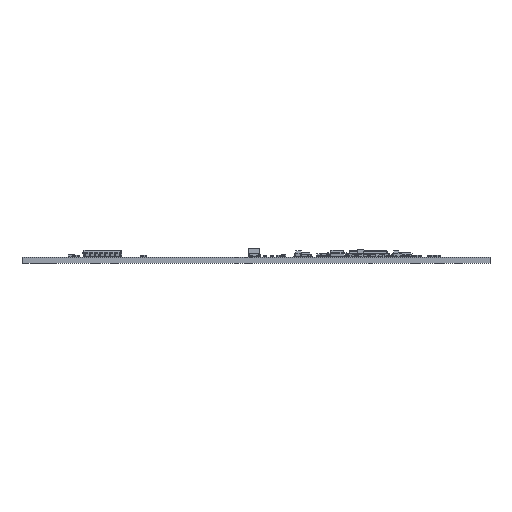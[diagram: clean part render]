
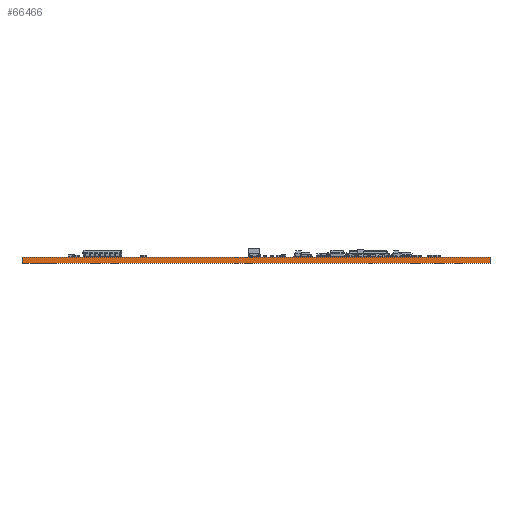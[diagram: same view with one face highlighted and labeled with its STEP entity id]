
A CAD part, front view. The second image highlights one B-rep face of the part: STEP entity #66466.
In plain terms, the highlighted planar face has unit normal (0, -1, 0).
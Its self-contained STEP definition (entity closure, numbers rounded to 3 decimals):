
#66466 = ADVANCED_FACE('',(#66467),#66501,.T.);
#66467 = FACE_BOUND('',#66468,.T.);
#66468 = EDGE_LOOP('',(#66469,#66479,#66487,#66495));
#66469 = ORIENTED_EDGE('',*,*,#66470,.T.);
#66470 = EDGE_CURVE('',#66471,#66473,#66475,.T.);
#66471 = VERTEX_POINT('',#66472);
#66472 = CARTESIAN_POINT('',(59.5,-46.,0.));
#66473 = VERTEX_POINT('',#66474);
#66474 = CARTESIAN_POINT('',(59.5,-46.,1.6));
#66475 = LINE('',#66476,#66477);
#66476 = CARTESIAN_POINT('',(59.5,-46.,0.));
#66477 = VECTOR('',#66478,1.);
#66478 = DIRECTION('',(0.,0.,1.));
#66479 = ORIENTED_EDGE('',*,*,#66480,.T.);
#66480 = EDGE_CURVE('',#66473,#66481,#66483,.T.);
#66481 = VERTEX_POINT('',#66482);
#66482 = CARTESIAN_POINT('',(-59.5,-46.,1.6));
#66483 = LINE('',#66484,#66485);
#66484 = CARTESIAN_POINT('',(59.5,-46.,1.6));
#66485 = VECTOR('',#66486,1.);
#66486 = DIRECTION('',(-1.,0.,0.));
#66487 = ORIENTED_EDGE('',*,*,#66488,.F.);
#66488 = EDGE_CURVE('',#66489,#66481,#66491,.T.);
#66489 = VERTEX_POINT('',#66490);
#66490 = CARTESIAN_POINT('',(-59.5,-46.,0.));
#66491 = LINE('',#66492,#66493);
#66492 = CARTESIAN_POINT('',(-59.5,-46.,0.));
#66493 = VECTOR('',#66494,1.);
#66494 = DIRECTION('',(0.,0.,1.));
#66495 = ORIENTED_EDGE('',*,*,#66496,.F.);
#66496 = EDGE_CURVE('',#66471,#66489,#66497,.T.);
#66497 = LINE('',#66498,#66499);
#66498 = CARTESIAN_POINT('',(59.5,-46.,0.));
#66499 = VECTOR('',#66500,1.);
#66500 = DIRECTION('',(-1.,0.,0.));
#66501 = PLANE('',#66502);
#66502 = AXIS2_PLACEMENT_3D('',#66503,#66504,#66505);
#66503 = CARTESIAN_POINT('',(59.5,-46.,0.));
#66504 = DIRECTION('',(0.,-1.,0.));
#66505 = DIRECTION('',(-1.,0.,0.));
